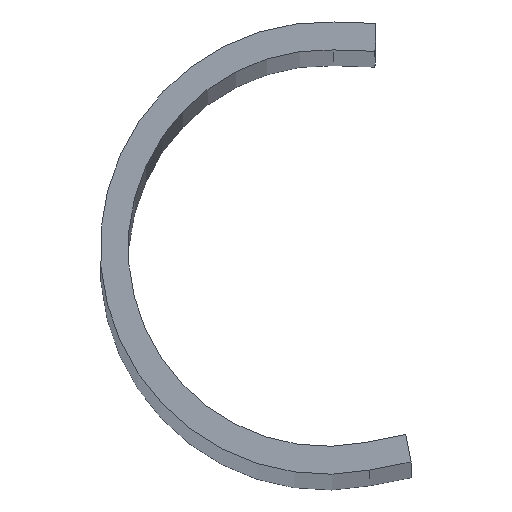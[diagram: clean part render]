
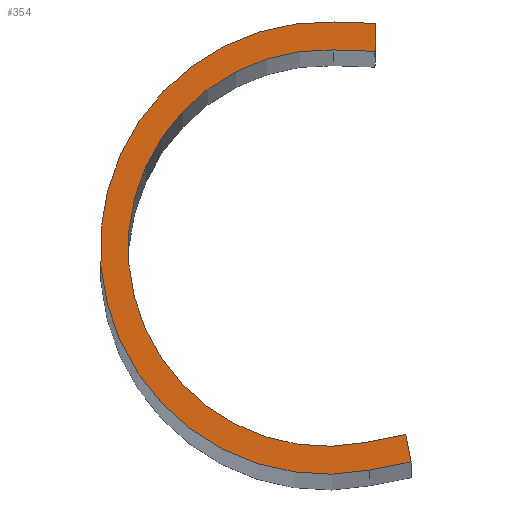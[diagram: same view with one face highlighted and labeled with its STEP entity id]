
A CAD part, top view. The second image highlights one B-rep face of the part: STEP entity #354.
In plain terms, the highlighted planar face has unit normal (0, 0, 1).
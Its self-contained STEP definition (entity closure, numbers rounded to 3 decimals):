
#42=CARTESIAN_POINT('Control Point',(410.059,-27.24,649.)) ;
#43=CARTESIAN_POINT('Control Point',(409.469,-27.356,649.)) ;
#44=CARTESIAN_POINT('Control Point',(408.878,-27.472,649.)) ;
#45=CARTESIAN_POINT('Control Point',(408.288,-27.588,649.)) ;
#46=CARTESIAN_POINT('Control Point',(407.697,-27.704,649.)) ;
#47=CARTESIAN_POINT('Control Point',(407.106,-27.82,649.)) ;
#48=CARTESIAN_POINT('Vertex',(410.059,-27.24,649.)) ;
#50=CARTESIAN_POINT('Vertex',(407.106,-27.82,649.)) ;
#87=CARTESIAN_POINT('Axis2P3D Location',(404.,-11.917,649.)) ;
#91=CARTESIAN_POINT('Vertex',(404.543,4.278,649.)) ;
#124=CARTESIAN_POINT('Control Point',(404.543,4.278,649.)) ;
#125=CARTESIAN_POINT('Control Point',(405.141,4.258,649.)) ;
#126=CARTESIAN_POINT('Control Point',(405.741,4.238,649.)) ;
#127=CARTESIAN_POINT('Control Point',(406.34,4.218,649.)) ;
#128=CARTESIAN_POINT('Control Point',(406.94,4.198,649.)) ;
#129=CARTESIAN_POINT('Control Point',(407.541,4.178,649.)) ;
#130=CARTESIAN_POINT('Vertex',(407.541,4.178,649.)) ;
#160=CARTESIAN_POINT('Line Origine',(407.507,3.178,649.)) ;
#164=CARTESIAN_POINT('Vertex',(407.474,2.179,649.)) ;
#197=CARTESIAN_POINT('Control Point',(407.474,2.179,649.)) ;
#198=CARTESIAN_POINT('Control Point',(406.874,2.199,649.)) ;
#199=CARTESIAN_POINT('Control Point',(406.274,2.219,649.)) ;
#200=CARTESIAN_POINT('Control Point',(405.675,2.239,649.)) ;
#201=CARTESIAN_POINT('Control Point',(405.075,2.259,649.)) ;
#202=CARTESIAN_POINT('Control Point',(404.476,2.279,649.)) ;
#203=CARTESIAN_POINT('Vertex',(404.476,2.279,649.)) ;
#233=CARTESIAN_POINT('Axis2P3D Location',(404.,-11.917,649.)) ;
#237=CARTESIAN_POINT('Vertex',(406.731,-25.855,649.)) ;
#270=CARTESIAN_POINT('Control Point',(406.731,-25.855,649.)) ;
#271=CARTESIAN_POINT('Control Point',(407.319,-25.74,649.)) ;
#272=CARTESIAN_POINT('Control Point',(407.907,-25.625,649.)) ;
#273=CARTESIAN_POINT('Control Point',(408.496,-25.509,649.)) ;
#274=CARTESIAN_POINT('Control Point',(409.084,-25.393,649.)) ;
#275=CARTESIAN_POINT('Control Point',(409.672,-25.277,649.)) ;
#276=CARTESIAN_POINT('Vertex',(409.672,-25.277,649.)) ;
#306=CARTESIAN_POINT('Line Origine',(409.866,-26.258,649.)) ;
#339=CARTESIAN_POINT('Axis2P3D Location',(0.,0.,649.)) ;
#162=VECTOR('Line Direction',#161,1.) ;
#308=VECTOR('Line Direction',#307,1.) ;
#88=DIRECTION('Axis2P3D Direction',(0.,0.,-1.)) ;
#161=DIRECTION('Vector Direction',(0.034,0.999,0.)) ;
#234=DIRECTION('Axis2P3D Direction',(0.,0.,-1.)) ;
#307=DIRECTION('Vector Direction',(-0.193,0.981,0.)) ;
#340=DIRECTION('Axis2P3D Direction',(0.,0.,-1.)) ;
#341=DIRECTION('Axis2P3D XDirection',(1.,0.,0.)) ;
#89=AXIS2_PLACEMENT_3D('Circle Axis2P3D',#87,#88,$) ;
#235=AXIS2_PLACEMENT_3D('Circle Axis2P3D',#233,#234,$) ;
#342=AXIS2_PLACEMENT_3D('Plane Axis2P3D',#339,#340,#341) ;
#163=LINE('Line',#160,#162) ;
#309=LINE('Line',#306,#308) ;
#90=CIRCLE('generated circle',#89,16.204) ;
#236=CIRCLE('generated circle',#235,14.204) ;
#343=PLANE('',#342) ;
#52=EDGE_CURVE('',#49,#51,#41,.T.) ;
#93=EDGE_CURVE('',#51,#92,#90,.T.) ;
#132=EDGE_CURVE('',#92,#131,#123,.T.) ;
#166=EDGE_CURVE('',#131,#165,#163,.F.) ;
#205=EDGE_CURVE('',#165,#204,#196,.T.) ;
#239=EDGE_CURVE('',#204,#238,#236,.F.) ;
#278=EDGE_CURVE('',#238,#277,#269,.T.) ;
#310=EDGE_CURVE('',#277,#49,#309,.F.) ;
#345=ORIENTED_EDGE('',*,*,#310,.F.) ;
#346=ORIENTED_EDGE('',*,*,#278,.F.) ;
#347=ORIENTED_EDGE('',*,*,#239,.F.) ;
#348=ORIENTED_EDGE('',*,*,#205,.F.) ;
#349=ORIENTED_EDGE('',*,*,#166,.F.) ;
#350=ORIENTED_EDGE('',*,*,#132,.F.) ;
#351=ORIENTED_EDGE('',*,*,#93,.F.) ;
#352=ORIENTED_EDGE('',*,*,#52,.F.) ;
#344=EDGE_LOOP('',(#345,#346,#347,#348,#349,#350,#351,#352)) ;
#49=VERTEX_POINT('',#48) ;
#51=VERTEX_POINT('',#50) ;
#92=VERTEX_POINT('',#91) ;
#131=VERTEX_POINT('',#130) ;
#165=VERTEX_POINT('',#164) ;
#204=VERTEX_POINT('',#203) ;
#238=VERTEX_POINT('',#237) ;
#277=VERTEX_POINT('',#276) ;
#354=ADVANCED_FACE('PartBody',(#353),#343,.F.) ;
#41=B_SPLINE_CURVE_WITH_KNOTS('',5,(#42,#43,#44,#45,#46,#47),.UNSPECIFIED.,.F.,.U.,(6,6),(500000.17,500000.174),.UNSPECIFIED.) ;
#123=B_SPLINE_CURVE_WITH_KNOTS('',5,(#124,#125,#126,#127,#128,#129),.UNSPECIFIED.,.F.,.U.,(6,6),(500000.875,500000.878),.UNSPECIFIED.) ;
#196=B_SPLINE_CURVE_WITH_KNOTS('',5,(#197,#198,#199,#200,#201,#202),.UNSPECIFIED.,.F.,.U.,(6,6),(500112.332,500115.333),.UNSPECIFIED.) ;
#269=B_SPLINE_CURVE_WITH_KNOTS('',5,(#270,#271,#272,#273,#274,#275),.UNSPECIFIED.,.F.,.U.,(6,6),(500022.388,500025.383),.UNSPECIFIED.) ;
#353=FACE_OUTER_BOUND('',#344,.T.) ;
